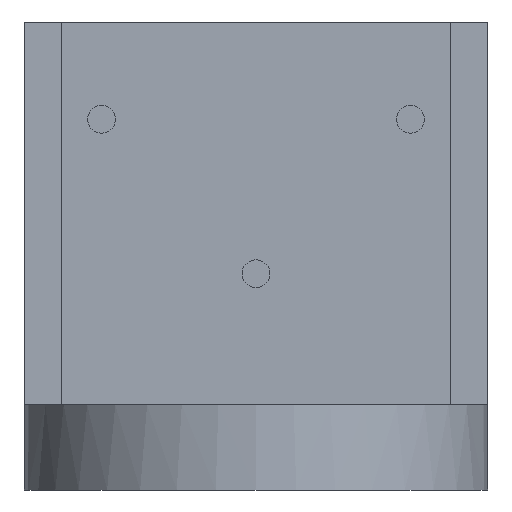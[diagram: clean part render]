
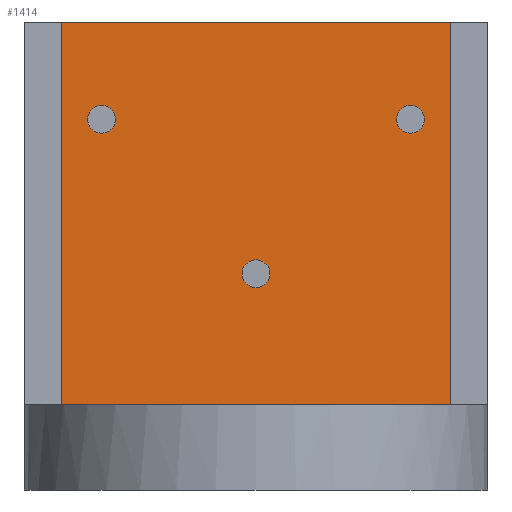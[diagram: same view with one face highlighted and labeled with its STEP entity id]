
A CAD part, front view. The second image highlights one B-rep face of the part: STEP entity #1414.
In plain terms, the highlighted planar face has unit normal (0, -1, 0).
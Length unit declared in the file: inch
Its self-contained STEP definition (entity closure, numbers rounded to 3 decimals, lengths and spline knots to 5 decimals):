
#334=DIRECTION('',(-1.,0.,0.));
#335=VECTOR('',#334,0.252);
#336=CARTESIAN_POINT('',(0.126,-0.189,0.05506));
#337=LINE('',#336,#335);
#391=DIRECTION('',(0.,0.,1.));
#392=VECTOR('',#391,0.248);
#393=CARTESIAN_POINT('',(0.126,-0.189,0.05506));
#394=LINE('',#393,#392);
#395=DIRECTION('',(0.,0.,-1.));
#396=VECTOR('',#395,0.248);
#397=CARTESIAN_POINT('',(-0.126,-0.189,0.30306));
#398=LINE('',#397,#396);
#399=CARTESIAN_POINT('',(0.,-0.189,0.14006));
#400=DIRECTION('',(0.,-1.,0.));
#401=DIRECTION('',(-1.,0.,0.));
#402=AXIS2_PLACEMENT_3D('',#399,#400,#401);
#408=CARTESIAN_POINT('',(0.,-0.189,0.14006));
#409=DIRECTION('',(0.,-1.,0.));
#410=DIRECTION('',(1.,0.,0.));
#411=AXIS2_PLACEMENT_3D('',#408,#409,#410);
#447=CARTESIAN_POINT('',(0.1,-0.189,0.24006));
#448=DIRECTION('',(0.,-1.,0.));
#449=DIRECTION('',(-1.,0.,0.));
#450=AXIS2_PLACEMENT_3D('',#447,#448,#449);
#456=CARTESIAN_POINT('',(0.1,-0.189,0.24006));
#457=DIRECTION('',(0.,-1.,0.));
#458=DIRECTION('',(1.,0.,0.));
#459=AXIS2_PLACEMENT_3D('',#456,#457,#458);
#465=CARTESIAN_POINT('',(-0.1,-0.189,0.24006));
#466=DIRECTION('',(0.,-1.,0.));
#467=DIRECTION('',(-1.,0.,0.));
#468=AXIS2_PLACEMENT_3D('',#465,#466,#467);
#474=CARTESIAN_POINT('',(-0.1,-0.189,0.24006));
#475=DIRECTION('',(0.,-1.,0.));
#476=DIRECTION('',(1.,0.,0.));
#477=AXIS2_PLACEMENT_3D('',#474,#475,#476);
#491=DIRECTION('',(-1.,0.,0.));
#492=VECTOR('',#491,0.252);
#493=CARTESIAN_POINT('',(0.126,-0.189,0.30306));
#494=LINE('',#493,#492);
#818=CARTESIAN_POINT('',(0.126,-0.189,0.30306));
#819=CARTESIAN_POINT('',(-0.126,-0.189,0.30306));
#820=VERTEX_POINT('',#818);
#821=VERTEX_POINT('',#819);
#822=CARTESIAN_POINT('',(0.126,-0.189,0.05506));
#823=CARTESIAN_POINT('',(-0.126,-0.189,0.05506));
#824=VERTEX_POINT('',#822);
#825=VERTEX_POINT('',#823);
#839=CARTESIAN_POINT('',(-0.009,-0.189,0.14006));
#840=CARTESIAN_POINT('',(0.009,-0.189,0.14006));
#841=VERTEX_POINT('',#839);
#842=VERTEX_POINT('',#840);
#843=CARTESIAN_POINT('',(0.091,-0.189,0.24006));
#844=CARTESIAN_POINT('',(0.109,-0.189,0.24006));
#845=VERTEX_POINT('',#843);
#846=VERTEX_POINT('',#844);
#847=CARTESIAN_POINT('',(-0.109,-0.189,0.24006));
#848=CARTESIAN_POINT('',(-0.091,-0.189,0.24006));
#849=VERTEX_POINT('',#847);
#850=VERTEX_POINT('',#848);
#1382=CARTESIAN_POINT('',(0.,-0.189,0.));
#1383=DIRECTION('',(0.,-1.,0.));
#1384=DIRECTION('',(-1.,0.,0.));
#1385=AXIS2_PLACEMENT_3D('',#1382,#1383,#1384);
#1386=PLANE('',#1385);
#1388=ORIENTED_EDGE('',*,*,#1387,.F.);
#1389=ORIENTED_EDGE('',*,*,#1273,.T.);
#1391=ORIENTED_EDGE('',*,*,#1390,.F.);
#1393=ORIENTED_EDGE('',*,*,#1392,.F.);
#1394=EDGE_LOOP('',(#1388,#1389,#1391,#1393));
#1395=FACE_OUTER_BOUND('',#1394,.F.);
#1397=ORIENTED_EDGE('',*,*,#1396,.T.);
#1399=ORIENTED_EDGE('',*,*,#1398,.T.);
#1400=EDGE_LOOP('',(#1397,#1399));
#1401=FACE_BOUND('',#1400,.F.);
#1403=ORIENTED_EDGE('',*,*,#1402,.T.);
#1405=ORIENTED_EDGE('',*,*,#1404,.T.);
#1406=EDGE_LOOP('',(#1403,#1405));
#1407=FACE_BOUND('',#1406,.F.);
#1409=ORIENTED_EDGE('',*,*,#1408,.T.);
#1411=ORIENTED_EDGE('',*,*,#1410,.T.);
#1412=EDGE_LOOP('',(#1409,#1411));
#1413=FACE_BOUND('',#1412,.F.);
#1414=ADVANCED_FACE('',(#1395,#1401,#1407,#1413),#1386,.T.);
#403=CIRCLE('',#402,0.009);
#412=CIRCLE('',#411,0.009);
#451=CIRCLE('',#450,0.009);
#460=CIRCLE('',#459,0.009);
#469=CIRCLE('',#468,0.009);
#478=CIRCLE('',#477,0.009);
#1273=EDGE_CURVE('',#824,#825,#337,.T.);
#1387=EDGE_CURVE('',#824,#820,#394,.T.);
#1390=EDGE_CURVE('',#821,#825,#398,.T.);
#1392=EDGE_CURVE('',#820,#821,#494,.T.);
#1396=EDGE_CURVE('',#845,#846,#451,.T.);
#1398=EDGE_CURVE('',#846,#845,#460,.T.);
#1402=EDGE_CURVE('',#849,#850,#469,.T.);
#1404=EDGE_CURVE('',#850,#849,#478,.T.);
#1408=EDGE_CURVE('',#841,#842,#403,.T.);
#1410=EDGE_CURVE('',#842,#841,#412,.T.);
